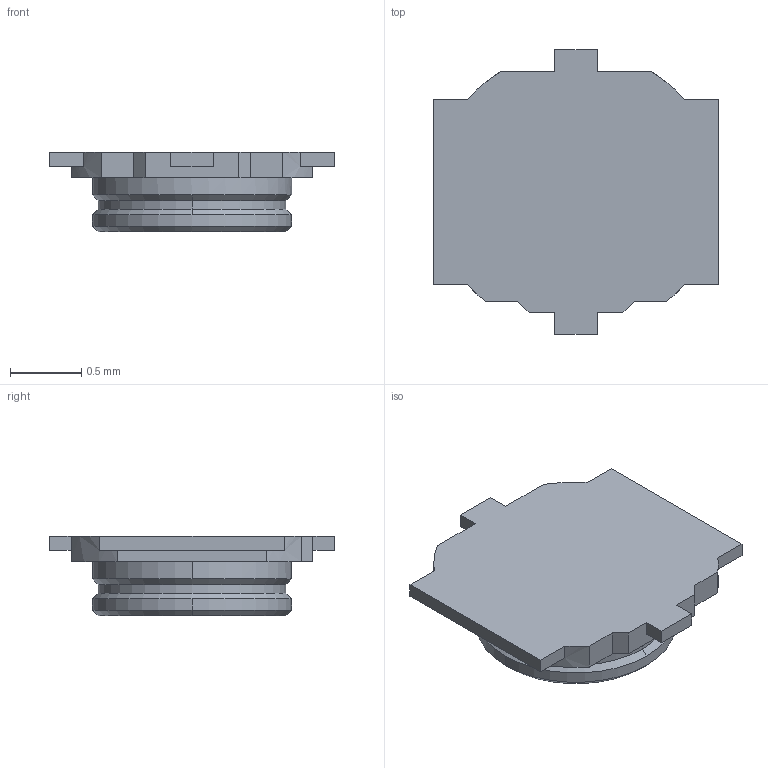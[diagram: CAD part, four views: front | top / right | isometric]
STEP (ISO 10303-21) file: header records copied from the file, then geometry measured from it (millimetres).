
FILE_DESCRIPTION(('CoCreate Modeling STEP Export'),'2;1');
FILE_NAME('X.FL-R-SMT-1.stp','2009-02-17T22:01:03',(''),(''),'CoCreate Modeling STEP processor for AP214 (Solid Model)','CoCreate Modeling 16.00B 02-Dec-2008 (C) Parametric Technology GmbH','');
FILE_SCHEMA(('AUTOMOTIVE_DESIGN { 1 0 10303 214 1 1 1 1 }'));
Length unit declared in the file: millimetre
Products named in the file (2): X.FL-R-SMT-1
Assembly tree (1 placements, depth 2):
  X.FL-R-SMT-1
    X.FL-R-SMT-1
Bounding box: 2 x 2 x 0.56 mm (x, y, z)
Volume: 0.7 mm3; surface area: 11 mm2
Topology: 1 solids, 1 shells, 51 faces, 132 edges, 86 vertices
Faces by surface type: plane 29, cylinder 14, cone 6, torus 2
Entity records: 1742 total; most frequent: ORIENTED_EDGE 264, CARTESIAN_POINT 240, DIRECTION 222, EDGE_CURVE 132, VECTOR 86, LINE 86, VERTEX_POINT 86, AXIS2_PLACEMENT_3D 68
